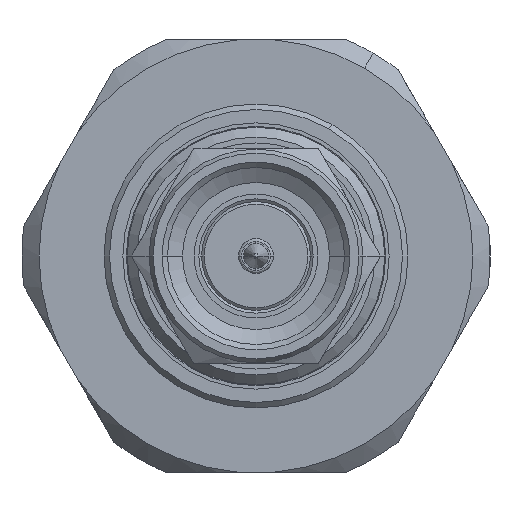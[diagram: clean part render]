
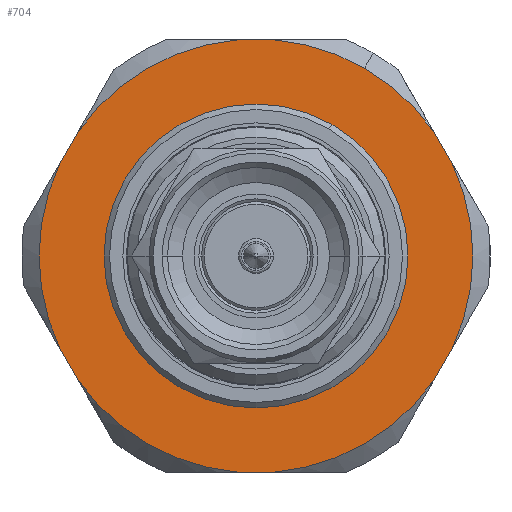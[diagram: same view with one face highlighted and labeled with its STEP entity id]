
A CAD part, left-side view. The second image highlights one B-rep face of the part: STEP entity #704.
In plain terms, the highlighted face is planar.
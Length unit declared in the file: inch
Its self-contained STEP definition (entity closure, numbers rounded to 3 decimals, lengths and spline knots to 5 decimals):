
#34 = VERTEX_POINT ( 'NONE', #1886 ) ;
#38 = DIRECTION ( 'NONE',  ( 0., -0.5, -0.866 ) ) ;
#41 = DIRECTION ( 'NONE',  ( -1., 0., 0. ) ) ;
#140 = CARTESIAN_POINT ( 'NONE',  ( 0.59056, -0.28374, -0.13373 ) ) ;
#172 = EDGE_CURVE ( 'NONE', #3260, #255, #2540, .T. ) ;
#242 = AXIS2_PLACEMENT_3D ( 'NONE', #2065, #8501, #7651 ) ;
#255 = VERTEX_POINT ( 'NONE', #1075 ) ;
#263 = ORIENTED_EDGE ( 'NONE', *, *, #1962, .T. ) ;
#365 = VECTOR ( 'NONE', #1863, 39.37008 ) ;
#454 = DIRECTION ( 'NONE',  ( 0., -1., 0. ) ) ;
#564 = EDGE_CURVE ( 'NONE', #3486, #34, #8752, .T. ) ;
#639 = EDGE_CURVE ( 'NONE', #3260, #8395, #2449, .T. ) ;
#655 = EDGE_CURVE ( 'NONE', #5220, #255, #1854, .T. ) ;
#656 = EDGE_CURVE ( 'NONE', #3843, #6891, #5966, .T. ) ;
#704 = ADVANCED_FACE ( 'NONE', ( #5003, #8363 ), #8449, .T. ) ;
#731 = LINE ( 'NONE', #2856, #1422 ) ;
#749 = CARTESIAN_POINT ( 'NONE',  ( 0.59056, 0., 0. ) ) ;
#801 = CARTESIAN_POINT ( 'NONE',  ( 0.59056, -0.18048, -0.3126 ) ) ;
#827 = AXIS2_PLACEMENT_3D ( 'NONE', #7071, #5735, #8505 ) ;
#920 = ORIENTED_EDGE ( 'NONE', *, *, #564, .F. ) ;
#1041 = EDGE_CURVE ( 'NONE', #7810, #8395, #3993, .T. ) ;
#1065 = VERTEX_POINT ( 'NONE', #6880 ) ;
#1075 = CARTESIAN_POINT ( 'NONE',  ( 0.59056, -0.02606, 0.3126 ) ) ;
#1178 = EDGE_LOOP ( 'NONE', ( #263, #2518 ) ) ;
#1210 = VERTEX_POINT ( 'NONE', #5489 ) ;
#1320 = DIRECTION ( 'NONE',  ( 0., -1., 0. ) ) ;
#1422 = VECTOR ( 'NONE', #4058, 39.37008 ) ;
#1565 = CARTESIAN_POINT ( 'NONE',  ( 0.59056, -0.25769, 0.17886 ) ) ;
#1789 = CARTESIAN_POINT ( 'NONE',  ( 0.59056, 0.2198, 0. ) ) ;
#1821 = CARTESIAN_POINT ( 'NONE',  ( 0.59056, 0., 0. ) ) ;
#1830 = CIRCLE ( 'NONE', #6375, 0.31368 ) ;
#1854 = CIRCLE ( 'NONE', #6990, 0.31368 ) ;
#1863 = DIRECTION ( 'NONE',  ( 0., -0.5, 0.866 ) ) ;
#1886 = CARTESIAN_POINT ( 'NONE',  ( 0.59056, -0.25769, -0.17886 ) ) ;
#1892 = DIRECTION ( 'NONE',  ( 0., -1., 0. ) ) ;
#1933 = DIRECTION ( 'NONE',  ( 0., 0.5, 0.866 ) ) ;
#1941 = VERTEX_POINT ( 'NONE', #1789 ) ;
#1955 = EDGE_CURVE ( 'NONE', #6891, #1065, #8468, .T. ) ;
#1962 = EDGE_CURVE ( 'NONE', #3517, #1941, #5667, .T. ) ;
#1968 = ORIENTED_EDGE ( 'NONE', *, *, #656, .F. ) ;
#1991 = VECTOR ( 'NONE', #8131, 39.37008 ) ;
#2065 = CARTESIAN_POINT ( 'NONE',  ( 0.59056, 0., 0. ) ) ;
#2093 = ORIENTED_EDGE ( 'NONE', *, *, #9082, .T. ) ;
#2245 = ORIENTED_EDGE ( 'NONE', *, *, #4831, .F. ) ;
#2275 = DIRECTION ( 'NONE',  ( -1., 0., 0. ) ) ;
#2416 = EDGE_CURVE ( 'NONE', #3486, #3320, #5006, .T. ) ;
#2449 = CIRCLE ( 'NONE', #4787, 0.31368 ) ;
#2518 = ORIENTED_EDGE ( 'NONE', *, *, #2526, .T. ) ;
#2526 = EDGE_CURVE ( 'NONE', #1941, #3517, #4075, .T. ) ;
#2540 = LINE ( 'NONE', #5326, #1991 ) ;
#2596 = ORIENTED_EDGE ( 'NONE', *, *, #639, .F. ) ;
#2724 = CARTESIAN_POINT ( 'NONE',  ( 0.59056, 0., 0. ) ) ;
#2856 = CARTESIAN_POINT ( 'NONE',  ( 0.59056, -0.36095, 0. ) ) ;
#3128 = DIRECTION ( 'NONE',  ( -1., 0., 0. ) ) ;
#3260 = VERTEX_POINT ( 'NONE', #4196 ) ;
#3262 = CARTESIAN_POINT ( 'NONE',  ( 0.59056, 0., 0. ) ) ;
#3320 = VERTEX_POINT ( 'NONE', #8986 ) ;
#3441 = DIRECTION ( 'NONE',  ( 0., 1., 0. ) ) ;
#3482 = ORIENTED_EDGE ( 'NONE', *, *, #1041, .T. ) ;
#3486 = VERTEX_POINT ( 'NONE', #5748 ) ;
#3517 = VERTEX_POINT ( 'NONE', #7260 ) ;
#3543 = CARTESIAN_POINT ( 'NONE',  ( 0.59056, -0.18048, 0.3126 ) ) ;
#3620 = AXIS2_PLACEMENT_3D ( 'NONE', #7497, #3128, #6765 ) ;
#3669 = AXIS2_PLACEMENT_3D ( 'NONE', #749, #2275, #5075 ) ;
#3812 = EDGE_CURVE ( 'NONE', #3843, #34, #731, .T. ) ;
#3821 = VECTOR ( 'NONE', #1933, 39.37008 ) ;
#3843 = VERTEX_POINT ( 'NONE', #140 ) ;
#3900 = CARTESIAN_POINT ( 'NONE',  ( 0.59056, 0., 0. ) ) ;
#3962 = DIRECTION ( 'NONE',  ( -1., 0., 0. ) ) ;
#3993 = LINE ( 'NONE', #8161, #365 ) ;
#4045 = CARTESIAN_POINT ( 'NONE',  ( 0.59056, 0., 0. ) ) ;
#4058 = DIRECTION ( 'NONE',  ( 0., 0.5, -0.866 ) ) ;
#4075 = CIRCLE ( 'NONE', #827, 0.2198 ) ;
#4196 = CARTESIAN_POINT ( 'NONE',  ( 0.59056, 0.02606, 0.3126 ) ) ;
#4223 = DIRECTION ( 'NONE',  ( -1., 0., 0. ) ) ;
#4271 = ORIENTED_EDGE ( 'NONE', *, *, #7711, .F. ) ;
#4458 = CARTESIAN_POINT ( 'NONE',  ( 0.59056, 0.28374, 0.13373 ) ) ;
#4527 = CARTESIAN_POINT ( 'NONE',  ( 0.59056, -0.31368, 0. ) ) ;
#4639 = DIRECTION ( 'NONE',  ( 0., -1., 0. ) ) ;
#4647 = AXIS2_PLACEMENT_3D ( 'NONE', #3262, #4223, #1320 ) ;
#4787 = AXIS2_PLACEMENT_3D ( 'NONE', #1821, #5416, #4639 ) ;
#4793 = AXIS2_PLACEMENT_3D ( 'NONE', #4045, #6894, #8963 ) ;
#4831 = EDGE_CURVE ( 'NONE', #7810, #1210, #9087, .T. ) ;
#4927 = CARTESIAN_POINT ( 'NONE',  ( 0.59056, 0.25769, 0.17886 ) ) ;
#5003 = FACE_BOUND ( 'NONE', #1178, .T. ) ;
#5006 = LINE ( 'NONE', #801, #8483 ) ;
#5075 = DIRECTION ( 'NONE',  ( 0., -1., 0. ) ) ;
#5220 = VERTEX_POINT ( 'NONE', #1565 ) ;
#5326 = CARTESIAN_POINT ( 'NONE',  ( 0.59056, 0.18048, 0.3126 ) ) ;
#5416 = DIRECTION ( 'NONE',  ( -1., 0., 0. ) ) ;
#5489 = CARTESIAN_POINT ( 'NONE',  ( 0.59056, 0.28374, -0.13373 ) ) ;
#5660 = AXIS2_PLACEMENT_3D ( 'NONE', #7989, #5975, #1892 ) ;
#5663 = ORIENTED_EDGE ( 'NONE', *, *, #5827, .T. ) ;
#5667 = CIRCLE ( 'NONE', #5660, 0.2198 ) ;
#5735 = DIRECTION ( 'NONE',  ( -1., 0., 0. ) ) ;
#5748 = CARTESIAN_POINT ( 'NONE',  ( 0.59056, -0.02606, -0.3126 ) ) ;
#5827 = EDGE_CURVE ( 'NONE', #7632, #1210, #6163, .T. ) ;
#5897 = ORIENTED_EDGE ( 'NONE', *, *, #655, .F. ) ;
#5950 = ORIENTED_EDGE ( 'NONE', *, *, #172, .T. ) ;
#5966 = CIRCLE ( 'NONE', #4647, 0.31368 ) ;
#5975 = DIRECTION ( 'NONE',  ( -1., 0., 0. ) ) ;
#6163 = LINE ( 'NONE', #7347, #3821 ) ;
#6200 = LINE ( 'NONE', #3543, #7479 ) ;
#6331 = DIRECTION ( 'NONE',  ( 0., -1., 0. ) ) ;
#6375 = AXIS2_PLACEMENT_3D ( 'NONE', #2724, #41, #6331 ) ;
#6456 = ORIENTED_EDGE ( 'NONE', *, *, #2416, .T. ) ;
#6765 = DIRECTION ( 'NONE',  ( 0., -1., 0. ) ) ;
#6880 = CARTESIAN_POINT ( 'NONE',  ( 0.59056, -0.28374, 0.13373 ) ) ;
#6891 = VERTEX_POINT ( 'NONE', #4527 ) ;
#6894 = DIRECTION ( 'NONE',  ( -1., 0., 0. ) ) ;
#6990 = AXIS2_PLACEMENT_3D ( 'NONE', #3900, #3962, #454 ) ;
#7071 = CARTESIAN_POINT ( 'NONE',  ( 0.59056, 0., 0. ) ) ;
#7260 = CARTESIAN_POINT ( 'NONE',  ( 0.59056, -0.2198, 0. ) ) ;
#7271 = EDGE_LOOP ( 'NONE', ( #4271, #5663, #2245, #3482, #2596, #5950, #5897, #2093, #8838, #1968, #7997, #920, #6456 ) ) ;
#7347 = CARTESIAN_POINT ( 'NONE',  ( 0.59056, 0.18048, -0.3126 ) ) ;
#7479 = VECTOR ( 'NONE', #38, 39.37008 ) ;
#7497 = CARTESIAN_POINT ( 'NONE',  ( 0.59056, 0., 0. ) ) ;
#7632 = VERTEX_POINT ( 'NONE', #8412 ) ;
#7651 = DIRECTION ( 'NONE',  ( 0., 1., 0. ) ) ;
#7711 = EDGE_CURVE ( 'NONE', #7632, #3320, #1830, .T. ) ;
#7810 = VERTEX_POINT ( 'NONE', #4458 ) ;
#7989 = CARTESIAN_POINT ( 'NONE',  ( 0.59056, 0., 0. ) ) ;
#7997 = ORIENTED_EDGE ( 'NONE', *, *, #3812, .T. ) ;
#8131 = DIRECTION ( 'NONE',  ( 0., -1., 0. ) ) ;
#8161 = CARTESIAN_POINT ( 'NONE',  ( 0.59056, 0.36095, 0. ) ) ;
#8363 = FACE_OUTER_BOUND ( 'NONE', #7271, .T. ) ;
#8395 = VERTEX_POINT ( 'NONE', #4927 ) ;
#8412 = CARTESIAN_POINT ( 'NONE',  ( 0.59056, 0.25769, -0.17886 ) ) ;
#8449 = PLANE ( 'NONE',  #242 ) ;
#8468 = CIRCLE ( 'NONE', #3620, 0.31368 ) ;
#8483 = VECTOR ( 'NONE', #3441, 39.37008 ) ;
#8501 = DIRECTION ( 'NONE',  ( 1., 0., 0. ) ) ;
#8505 = DIRECTION ( 'NONE',  ( 0., -1., 0. ) ) ;
#8752 = CIRCLE ( 'NONE', #4793, 0.31368 ) ;
#8838 = ORIENTED_EDGE ( 'NONE', *, *, #1955, .F. ) ;
#8963 = DIRECTION ( 'NONE',  ( 0., -1., 0. ) ) ;
#8986 = CARTESIAN_POINT ( 'NONE',  ( 0.59056, 0.02606, -0.3126 ) ) ;
#9082 = EDGE_CURVE ( 'NONE', #5220, #1065, #6200, .T. ) ;
#9087 = CIRCLE ( 'NONE', #3669, 0.31368 ) ;
